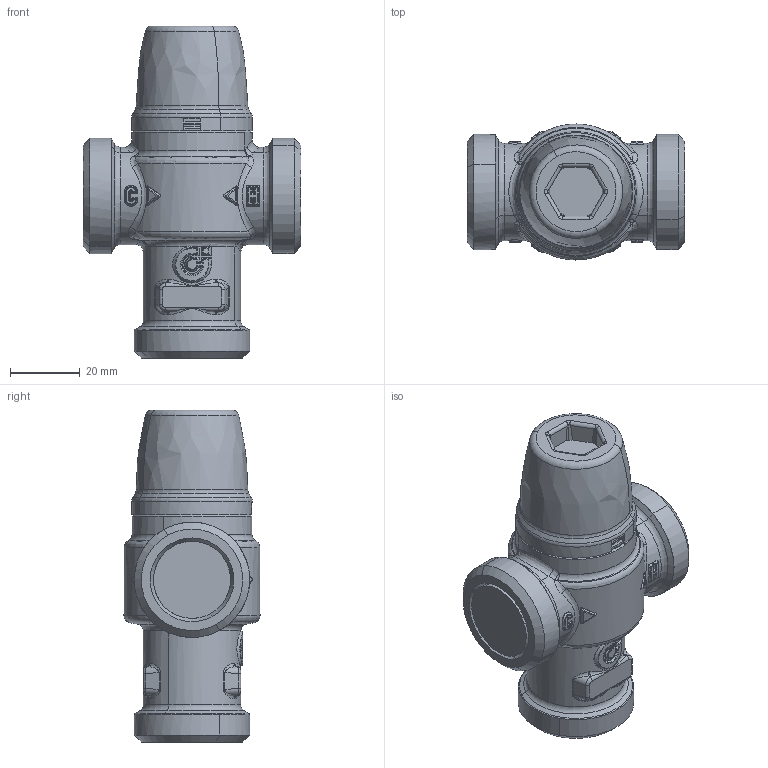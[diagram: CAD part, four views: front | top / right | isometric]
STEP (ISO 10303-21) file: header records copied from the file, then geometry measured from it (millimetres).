
FILE_DESCRIPTION(('CATIA V5 STEP Exchange'),'2;1');
FILE_NAME('521301A (STP).stp','2016-02-16T14:33:36+00:00',('none'),('none'),'Version 5-6 Release 2012','CATIA V5 STEP AP203','none');
FILE_SCHEMA(('CONFIG_CONTROL_DESIGN'));
Products named in the file (1): 521301A - TST
Bounding box: 62.5 x 39 x 95.2 mm (x, y, z)
Volume: 100393.1 mm3; surface area: 17221.4 mm2
Topology: 1 solids, 1 shells, 873 faces, 2019 edges, 1077 vertices
Faces by surface type: bspline 388, cylinder 223, plane 106, sphere 64, cone 46, torus 44, revolution 2
Entity records: 46138 total; most frequent: CARTESIAN_POINT 30985, ORIENTED_EDGE 3860, EDGE_CURVE 1930, DIRECTION 1627, B_SPLINE_CURVE_WITH_KNOTS 1109, VERTEX_POINT 1077, EDGE_LOOP 895, ADVANCED_FACE 873
